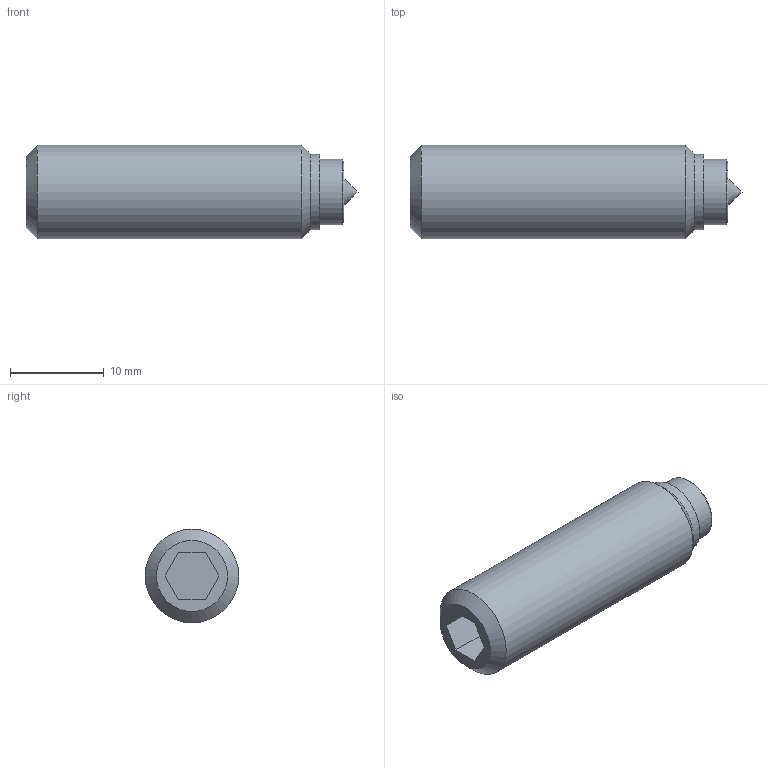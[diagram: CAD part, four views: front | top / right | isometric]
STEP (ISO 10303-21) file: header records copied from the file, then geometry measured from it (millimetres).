
FILE_DESCRIPTION( ( 'STEP AP214' ), '1' );
FILE_NAME( 'K0272.10X34.stp', '2020-11-27T10:18:07', ( '' ), ( '' ), ' ', 'PARTsolutions', ' ' );
FILE_SCHEMA( ( 'AUTOMOTIVE_DESIGN { 1 0 10303 214 1 1 1 1 }' ) );
Length unit declared in the file: millimetre
Products named in the file (1): _K0272.10X34
Bounding box: 35.5 x 10 x 10 mm (x, y, z)
Volume: 2372.8 mm3; surface area: 1314 mm2
Topology: 1 solids, 3 shells, 22 faces, 47 edges, 31 vertices
Faces by surface type: plane 12, cone 6, cylinder 4
Full cylindrical faces by diameter (mm): 6.98 x1, 7 x1, 8.1 x1, 10 x1
Entity records: 692 total; most frequent: DIRECTION 90, CARTESIAN_POINT 81, ORIENTED_EDGE 62, AXIS2_PLACEMENT_3D 36, EDGE_LOOP 34, EDGE_CURVE 31, VERTEX_POINT 27, FACE_OUTER_BOUND 26
